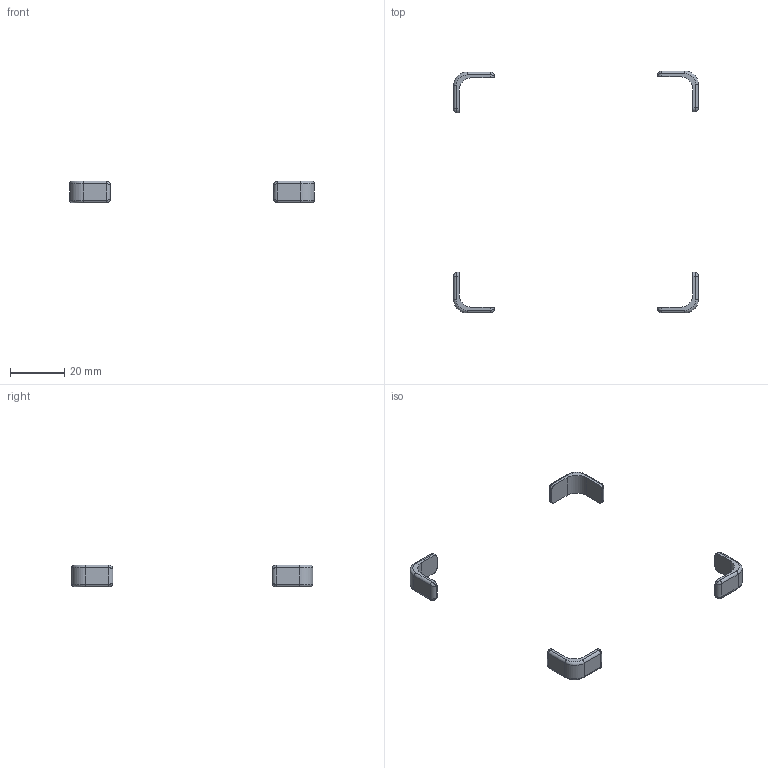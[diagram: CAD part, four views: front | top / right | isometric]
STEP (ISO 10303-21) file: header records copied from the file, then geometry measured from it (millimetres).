
FILE_DESCRIPTION(/* description */ (''),/* implementation_level */ '2;1');
FILE_NAME(/* name */ 'sides.step',/* time_stamp */ '2025-05-24T16:04:57+08:00',/* author */ (''),/* organization */ (''),/* preprocessor_version */ 'ST-DEVELOPER v20.1',/* originating_system */ 'Autodesk Translation Framework v14.10.0.0',/* authorisation */ '');
FILE_SCHEMA (('AUTOMOTIVE_DESIGN { 1 0 10303 214 3 1 1 }'));
Length unit declared in the file: millimetre
Products named in the file (5): 2025-05-24-16-04-57-026; 2025-05-24-16-04-57-023; 2025-05-24-16-04-57-024; 2025-05-24-16-04-57-025; 2025-05-24-16-04-57-024_1
Assembly tree (4 placements, depth 2):
  2025-05-24-16-04-57-026
    2025-05-24-16-04-57-023
    2025-05-24-16-04-57-024
    2025-05-24-16-04-57-025
    2025-05-24-16-04-57-024_1
Bounding box: 90 x 88.9 x 8 mm (x, y, z)
Volume: 1705.2 mm3; surface area: 2060.7 mm2
Topology: 4 solids, 4 shells, 104 faces, 240 edges, 128 vertices
Faces by surface type: cylinder 48, plane 32, bspline 16, torus 8
Entity records: 3352 total; most frequent: CARTESIAN_POINT 929, DIRECTION 522, ORIENTED_EDGE 448, EDGE_CURVE 224, AXIS2_PLACEMENT_3D 201, VERTEX_POINT 128, LINE 120, VECTOR 120
